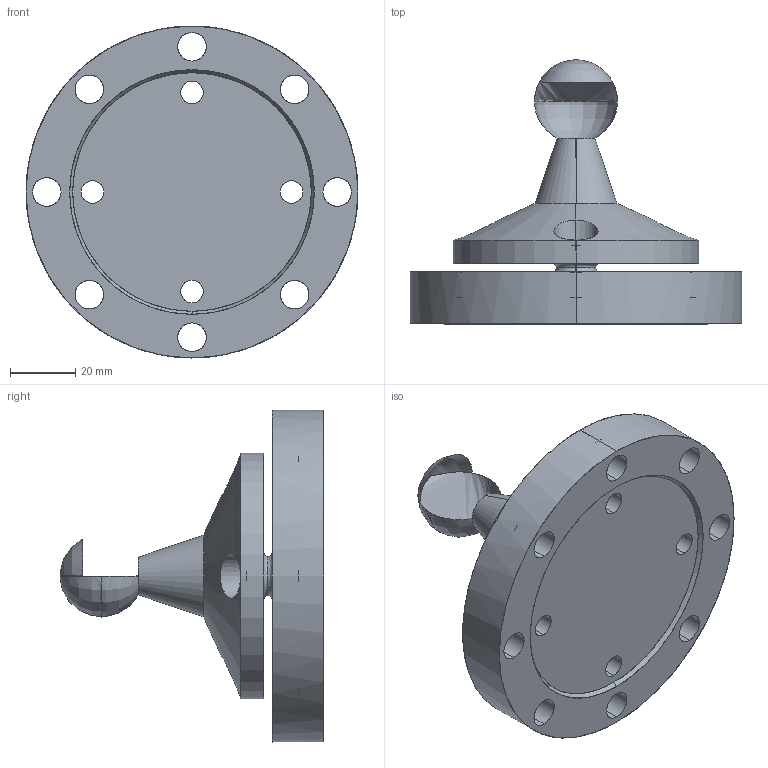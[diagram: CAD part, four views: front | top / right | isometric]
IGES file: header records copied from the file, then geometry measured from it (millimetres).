
Start section: SolidWorks IGES file using analytic representation for surfaces
Global section: file name: Flange Mounted Authenticator AUT4000.IGS; native system: SolidWorks 2014; preprocessor: SolidWorks 2014; author: Eliot; date: 150902.165603; units: inch
Bounding box: 101.6 x 80.77 x 101.6 mm (x, y, z)
Surface area: 39601.1 mm2 (no closed solid volume)
Topology: 0 solids, 0 shells, 112 faces, 2724 edges, 2715 vertices
Faces by surface type: revolution 92, bspline 20
